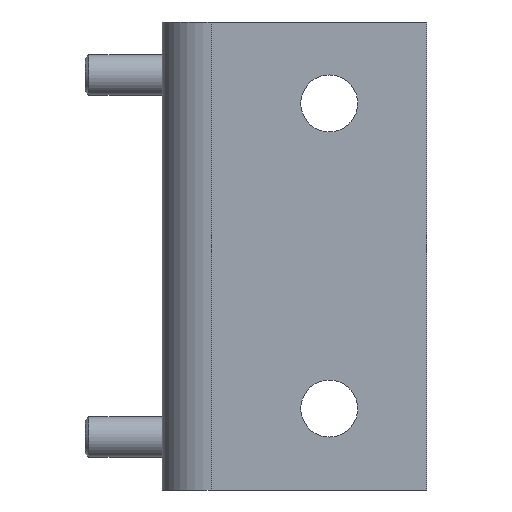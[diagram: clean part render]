
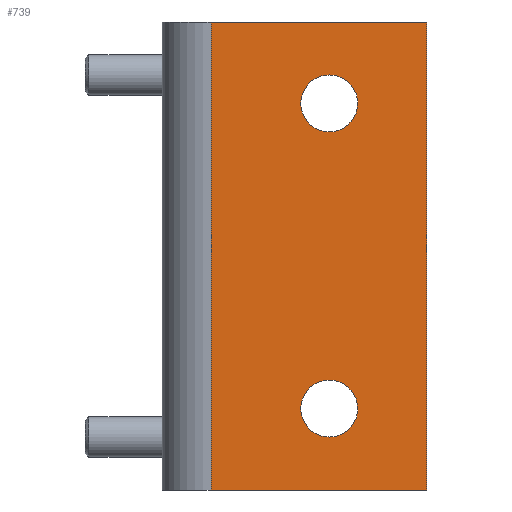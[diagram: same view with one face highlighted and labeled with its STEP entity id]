
A CAD part, front view. The second image highlights one B-rep face of the part: STEP entity #739.
In plain terms, the highlighted planar face has unit normal (0, -1, 0).
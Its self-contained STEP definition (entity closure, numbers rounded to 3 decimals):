
#115=CIRCLE('',#785,7.);
#116=CIRCLE('',#786,7.);
#159=VERTEX_POINT('',#1076);
#160=VERTEX_POINT('',#1078);
#161=VERTEX_POINT('',#1082);
#162=VERTEX_POINT('',#1083);
#163=VERTEX_POINT('',#1085);
#164=VERTEX_POINT('',#1086);
#165=VERTEX_POINT('',#1088);
#166=VERTEX_POINT('',#1090);
#227=VECTOR('',#880,1.);
#228=VECTOR('',#888,1.);
#229=VECTOR('',#889,1.);
#230=VECTOR('',#890,1.);
#279=LINE('',#1077,#227);
#280=LINE('',#1087,#228);
#281=LINE('',#1089,#229);
#282=LINE('',#1091,#230);
#337=EDGE_CURVE('',#160,#159,#279,.T.);
#339=EDGE_CURVE('',#161,#162,#115,.T.);
#340=EDGE_CURVE('',#162,#161,#115,.T.);
#341=EDGE_CURVE('',#163,#164,#116,.T.);
#342=EDGE_CURVE('',#164,#163,#116,.T.);
#343=EDGE_CURVE('',#159,#165,#280,.T.);
#344=EDGE_CURVE('',#166,#165,#281,.T.);
#345=EDGE_CURVE('',#160,#166,#282,.T.);
#447=ORIENTED_EDGE('',*,*,#339,.T.);
#448=ORIENTED_EDGE('',*,*,#340,.T.);
#449=ORIENTED_EDGE('',*,*,#341,.T.);
#450=ORIENTED_EDGE('',*,*,#342,.T.);
#451=ORIENTED_EDGE('',*,*,#343,.T.);
#452=ORIENTED_EDGE('',*,*,#344,.F.);
#453=ORIENTED_EDGE('',*,*,#345,.F.);
#454=ORIENTED_EDGE('',*,*,#337,.T.);
#641=EDGE_LOOP('',(#447,#448));
#642=EDGE_LOOP('',(#449,#450));
#643=EDGE_LOOP('',(#451,#452,#453,#454));
#691=FACE_BOUND('',#641,.T.);
#692=FACE_BOUND('',#642,.T.);
#693=FACE_BOUND('',#643,.T.);
#739=ADVANCED_FACE('',(#691,#692,#693),#1280,.F.);
#784=AXIS2_PLACEMENT_3D('',#1080,#883,$);
#785=AXIS2_PLACEMENT_3D('',#1081,#884,#885);
#786=AXIS2_PLACEMENT_3D('',#1084,#886,#887);
#880=DIRECTION('',(0.,0.,-1.));
#883=DIRECTION('',(0.,1.,0.));
#884=DIRECTION('',(0.,1.,0.));
#885=DIRECTION('',(7.,0.,0.));
#886=DIRECTION('',(0.,1.,0.));
#887=DIRECTION('',(7.,0.,0.));
#888=DIRECTION('',(1.,0.,0.));
#889=DIRECTION('',(0.,0.,-1.));
#890=DIRECTION('',(1.,0.,0.));
#1076=CARTESIAN_POINT('',(12.,-71.,-57.5));
#1077=CARTESIAN_POINT('',(12.,-71.,57.5));
#1078=CARTESIAN_POINT('',(12.,-71.,57.5));
#1080=CARTESIAN_POINT('',(12.,-71.,57.5));
#1081=CARTESIAN_POINT('',(41.,-71.,37.5));
#1082=CARTESIAN_POINT('',(48.,-71.,37.5));
#1083=CARTESIAN_POINT('',(41.,-71.,44.5));
#1084=CARTESIAN_POINT('',(41.,-71.,-37.5));
#1085=CARTESIAN_POINT('',(48.,-71.,-37.5));
#1086=CARTESIAN_POINT('',(41.,-71.,-30.5));
#1087=CARTESIAN_POINT('',(12.,-71.,-57.5));
#1088=CARTESIAN_POINT('',(65.,-71.,-57.5));
#1089=CARTESIAN_POINT('',(65.,-71.,57.5));
#1090=CARTESIAN_POINT('',(65.,-71.,57.5));
#1091=CARTESIAN_POINT('',(12.,-71.,57.5));
#1280=PLANE('',#784);
